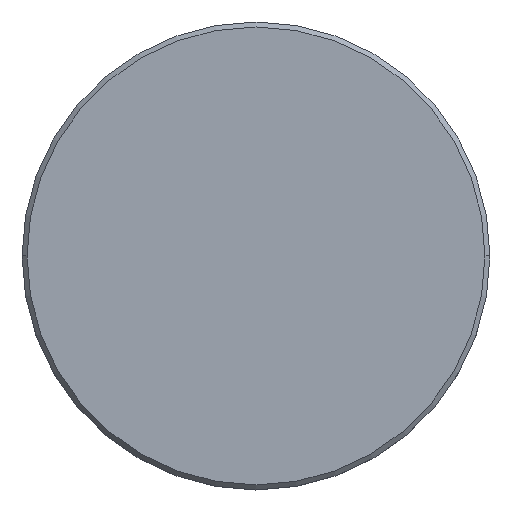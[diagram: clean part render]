
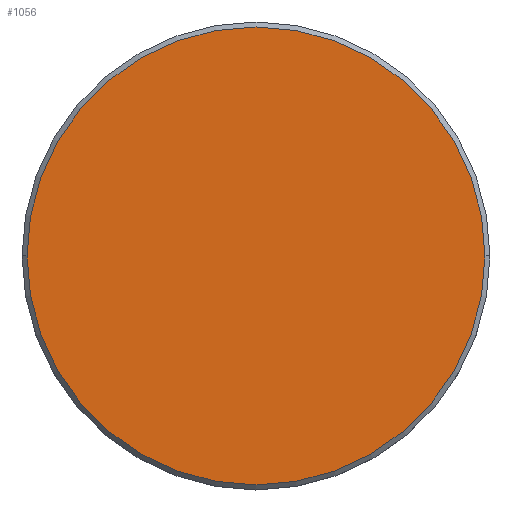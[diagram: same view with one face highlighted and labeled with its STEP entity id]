
A CAD part, top view. The second image highlights one B-rep face of the part: STEP entity #1056.
In plain terms, the highlighted planar face has unit normal (0, 0, 1).
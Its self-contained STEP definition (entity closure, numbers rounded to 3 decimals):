
#38 = EDGE_LOOP ( 'NONE', ( #119, #1031 ) ) ;
#119 = ORIENTED_EDGE ( 'NONE', *, *, #1110, .T. ) ;
#171 = DIRECTION ( 'NONE',  ( 1., 0., 0. ) ) ;
#184 = PLANE ( 'NONE',  #731 ) ;
#188 = DIRECTION ( 'NONE',  ( 0., 0., 1. ) ) ;
#198 = EDGE_CURVE ( 'NONE', #361, #945, #226, .T. ) ;
#226 = CIRCLE ( 'NONE', #689, 23. ) ;
#258 = CARTESIAN_POINT ( 'NONE',  ( -23., 0., 0. ) ) ;
#273 = DIRECTION ( 'NONE',  ( 0., 0., 1. ) ) ;
#361 = VERTEX_POINT ( 'NONE', #957 ) ;
#377 = DIRECTION ( 'NONE',  ( 1., 0., 0. ) ) ;
#479 = CIRCLE ( 'NONE', #1067, 23. ) ;
#552 = DIRECTION ( 'NONE',  ( 1., 0., 0. ) ) ;
#633 = CARTESIAN_POINT ( 'NONE',  ( 0., 0., 0. ) ) ;
#689 = AXIS2_PLACEMENT_3D ( 'NONE', #836, #273, #377 ) ;
#731 = AXIS2_PLACEMENT_3D ( 'NONE', #633, #188, #171 ) ;
#735 = DIRECTION ( 'NONE',  ( 0., 0., 1. ) ) ;
#821 = CARTESIAN_POINT ( 'NONE',  ( 0., 0., 0. ) ) ;
#836 = CARTESIAN_POINT ( 'NONE',  ( 0., 0., 0. ) ) ;
#839 = FACE_OUTER_BOUND ( 'NONE', #38, .T. ) ;
#945 = VERTEX_POINT ( 'NONE', #258 ) ;
#957 = CARTESIAN_POINT ( 'NONE',  ( 23., 0., 0. ) ) ;
#1031 = ORIENTED_EDGE ( 'NONE', *, *, #198, .T. ) ;
#1056 = ADVANCED_FACE ( 'NONE', ( #839 ), #184, .T. ) ;
#1067 = AXIS2_PLACEMENT_3D ( 'NONE', #821, #735, #552 ) ;
#1110 = EDGE_CURVE ( 'NONE', #945, #361, #479, .T. ) ;
